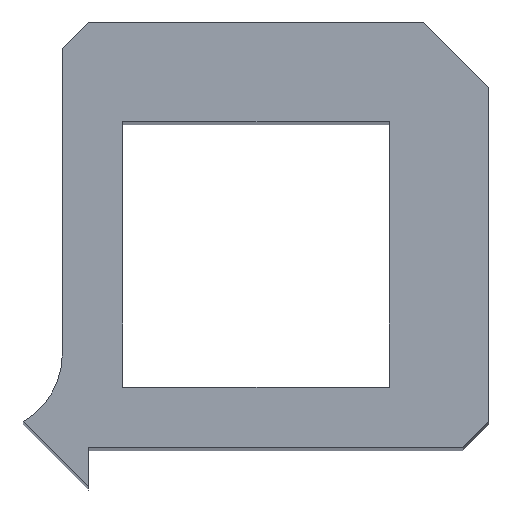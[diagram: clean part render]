
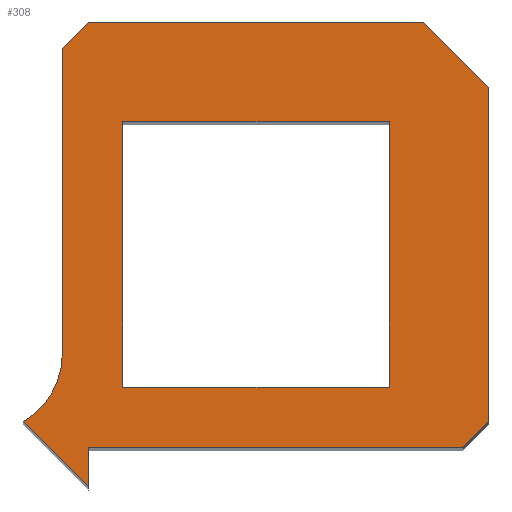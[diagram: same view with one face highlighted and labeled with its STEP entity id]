
A CAD part, top view. The second image highlights one B-rep face of the part: STEP entity #308.
In plain terms, the highlighted planar face has unit normal (0, 0, 1).
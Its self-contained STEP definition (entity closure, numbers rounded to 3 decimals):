
#16=FACE_BOUND('',#55,.T.);
#21=PLANE('',#340);
#37=FACE_OUTER_BOUND('',#54,.T.);
#54=EDGE_LOOP('',(#248,#249,#250,#251,#252,#253,#254,#255,#256,#257));
#55=EDGE_LOOP('',(#258,#259,#260,#261));
#71=LINE('',#447,#111);
#85=LINE('',#475,#125);
#87=LINE('',#478,#127);
#88=LINE('',#481,#128);
#89=LINE('',#483,#129);
#90=LINE('',#485,#130);
#91=LINE('',#487,#131);
#92=LINE('',#488,#132);
#93=LINE('',#489,#133);
#94=LINE('',#492,#134);
#95=LINE('',#494,#135);
#96=LINE('',#496,#136);
#97=LINE('',#497,#137);
#111=VECTOR('',#366,10.);
#125=VECTOR('',#384,10.);
#127=VECTOR('',#388,10.);
#128=VECTOR('',#391,10.);
#129=VECTOR('',#392,10.);
#130=VECTOR('',#393,10.);
#131=VECTOR('',#394,10.);
#132=VECTOR('',#395,10.);
#133=VECTOR('',#396,10.);
#134=VECTOR('',#397,10.);
#135=VECTOR('',#398,10.);
#136=VECTOR('',#399,10.);
#137=VECTOR('',#400,10.);
#146=CIRCLE('',#334,6.);
#148=VERTEX_POINT('',#431);
#149=VERTEX_POINT('',#432);
#152=VERTEX_POINT('',#440);
#155=VERTEX_POINT('',#445);
#166=VERTEX_POINT('',#472);
#167=VERTEX_POINT('',#474);
#168=VERTEX_POINT('',#480);
#169=VERTEX_POINT('',#482);
#170=VERTEX_POINT('',#484);
#171=VERTEX_POINT('',#486);
#172=VERTEX_POINT('',#490);
#173=VERTEX_POINT('',#491);
#174=VERTEX_POINT('',#493);
#175=VERTEX_POINT('',#495);
#176=EDGE_CURVE('',#148,#149,#146,.F.);
#183=EDGE_CURVE('',#152,#155,#71,.T.);
#197=EDGE_CURVE('',#167,#166,#85,.T.);
#199=EDGE_CURVE('',#166,#152,#87,.T.);
#200=EDGE_CURVE('',#168,#155,#88,.T.);
#201=EDGE_CURVE('',#168,#169,#89,.T.);
#202=EDGE_CURVE('',#170,#169,#90,.T.);
#203=EDGE_CURVE('',#170,#171,#91,.T.);
#204=EDGE_CURVE('',#171,#148,#92,.T.);
#205=EDGE_CURVE('',#149,#167,#93,.T.);
#206=EDGE_CURVE('',#172,#173,#94,.F.);
#207=EDGE_CURVE('',#174,#172,#95,.F.);
#208=EDGE_CURVE('',#175,#174,#96,.F.);
#209=EDGE_CURVE('',#173,#175,#97,.F.);
#248=ORIENTED_EDGE('',*,*,#199,.T.);
#249=ORIENTED_EDGE('',*,*,#183,.T.);
#250=ORIENTED_EDGE('',*,*,#200,.F.);
#251=ORIENTED_EDGE('',*,*,#201,.T.);
#252=ORIENTED_EDGE('',*,*,#202,.F.);
#253=ORIENTED_EDGE('',*,*,#203,.T.);
#254=ORIENTED_EDGE('',*,*,#204,.T.);
#255=ORIENTED_EDGE('',*,*,#176,.T.);
#256=ORIENTED_EDGE('',*,*,#205,.T.);
#257=ORIENTED_EDGE('',*,*,#197,.T.);
#258=ORIENTED_EDGE('',*,*,#206,.F.);
#259=ORIENTED_EDGE('',*,*,#207,.F.);
#260=ORIENTED_EDGE('',*,*,#208,.F.);
#261=ORIENTED_EDGE('',*,*,#209,.F.);
#308=ADVANCED_FACE('',(#37,#16),#21,.F.);
#334=AXIS2_PLACEMENT_3D('',#433,#355,#356);
#340=AXIS2_PLACEMENT_3D('',#479,#389,#390);
#355=DIRECTION('center_axis',(0.,0.,
1.));
#356=DIRECTION('ref_axis',(0.5,-0.866,0.));
#366=DIRECTION('',(0.707,0.707,0.));
#384=DIRECTION('',(0.,1.,0.));
#388=DIRECTION('',(1.,0.,0.));
#389=DIRECTION('center_axis',(0.,0.,
-1.));
#390=DIRECTION('ref_axis',(-1.,0.,0.));
#391=DIRECTION('',(0.,-1.,0.));
#392=DIRECTION('',(-0.707,0.707,0.));
#393=DIRECTION('',(1.,0.,0.));
#394=DIRECTION('',(-0.707,-0.707,0.));
#395=DIRECTION('',(0.,-1.,0.));
#396=DIRECTION('',(0.707,-0.707,0.));
#397=DIRECTION('',(1.,0.,0.));
#398=DIRECTION('',(0.,-1.,0.));
#399=DIRECTION('',(-1.,0.,0.));
#400=DIRECTION('',(0.,1.,0.));
#431=CARTESIAN_POINT('',(-187.053,5.243,52.788));
#432=CARTESIAN_POINT('',(-190.053,0.047,52.788));
#433=CARTESIAN_POINT('Origin',(-193.053,5.243,52.788));
#440=CARTESIAN_POINT('',(-156.347,-1.953,52.788));
#445=CARTESIAN_POINT('',(-154.347,0.047,52.788));
#447=CARTESIAN_POINT('',(-156.855,-2.461,52.788));
#472=CARTESIAN_POINT('',(-185.053,-1.953,52.788));
#474=CARTESIAN_POINT('',(-185.053,-4.953,52.788));
#475=CARTESIAN_POINT('',(-185.053,3.958,52.788));
#478=CARTESIAN_POINT('',(-165.774,-1.953,52.788));
#479=CARTESIAN_POINT('Origin',(-172.2,12.87,52.788));
#480=CARTESIAN_POINT('',(-154.347,25.692,52.788));
#481=CARTESIAN_POINT('',(-154.347,30.692,52.788));
#482=CARTESIAN_POINT('',(-159.347,30.692,52.788));
#483=CARTESIAN_POINT('',(-156.855,28.2,52.788));
#484=CARTESIAN_POINT('',(-185.053,30.692,52.788));
#485=CARTESIAN_POINT('',(-190.053,30.692,52.788));
#486=CARTESIAN_POINT('',(-187.053,28.692,52.788));
#487=CARTESIAN_POINT('',(-187.545,28.2,52.788));
#488=CARTESIAN_POINT('',(-187.053,19.281,52.788));
#489=CARTESIAN_POINT('',(-187.545,-2.461,52.788));
#490=CARTESIAN_POINT('',(-162.,23.039,52.788));
#491=CARTESIAN_POINT('',(-182.4,23.039,52.788));
#492=CARTESIAN_POINT('',(-165.75,23.039,52.788));
#493=CARTESIAN_POINT('',(-162.,2.7,52.788));
#494=CARTESIAN_POINT('',(-162.,6.435,52.788));
#495=CARTESIAN_POINT('',(-182.4,2.7,52.788));
#496=CARTESIAN_POINT('',(-165.75,2.7,52.788));
#497=CARTESIAN_POINT('',(-182.4,3.958,52.788));
